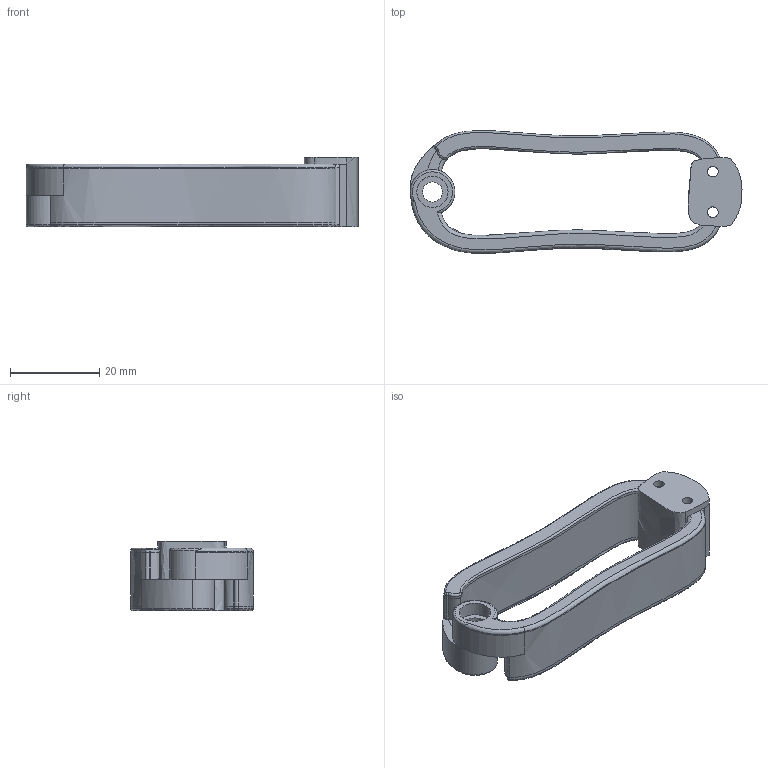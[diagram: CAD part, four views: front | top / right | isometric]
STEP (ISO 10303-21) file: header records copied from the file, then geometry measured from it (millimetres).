
FILE_DESCRIPTION(/* description */ ('STEP AP242 Edition 2','CAx-IF Rec.Pracs.---Representation and Presentation of Product Manufacturing Information (PMI)---4.0---2014-10-13','CAx-IF Rec.Pracs.---3D Tessellated Geometry---0.4---2014-09-14','2;1','CAx-IF Rec.Pracs.---User Defined Attributes---1.5---2016-08-15'),/* implementation_level */ '2;1');
FILE_NAME(/* name */ '695e9484cf3cf97fbe895206',/* time_stamp */ '2026-01-07T17:14:44Z',/* author */ (''),/* organization */ (''),/* preprocessor_version */ 'ST-DEVELOPER v20',/* originating_system */ 'ONSHAPE BY PTC INC, 1.208',/* authorisation */ ' ');
FILE_SCHEMA (('AP242_MANAGED_MODEL_BASED_3D_ENGINEERING_MIM_LF { 1 0 10303 442 3 1 4 }'));
Length unit declared in the file: metre
Products named in the file (5): Insulator B; Conductor A; Conductor B; Insulator A; Clip
Bounding box: 74.45 x 27.56 x 15.5 mm (x, y, z)
Volume: 10414.7 mm3; surface area: 13802.8 mm2
Topology: 5 solids, 5 shells, 134 faces, 326 edges, 204 vertices
Faces by surface type: plane 46, bspline 41, cylinder 39, torus 8
Full cylindrical faces by diameter (mm): 2.4 x8, 4.5 x2, 7 x1
Entity records: 6460 total; most frequent: CARTESIAN_POINT 3495, ORIENTED_EDGE 628, DIRECTION 481, EDGE_CURVE 314, VERTEX_POINT 203, AXIS2_PLACEMENT_3D 174, EDGE_LOOP 167, FACE_BOUND 167
